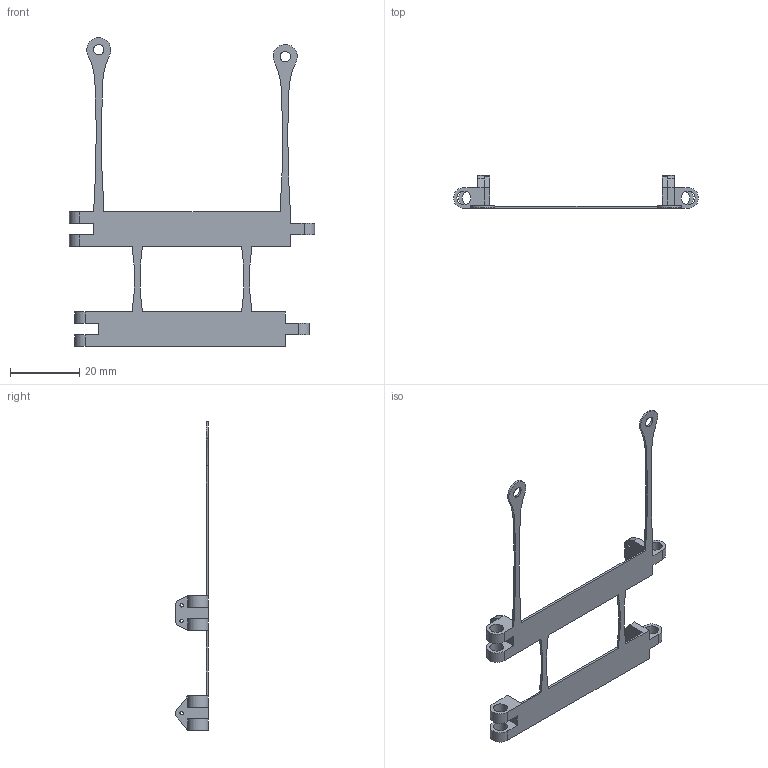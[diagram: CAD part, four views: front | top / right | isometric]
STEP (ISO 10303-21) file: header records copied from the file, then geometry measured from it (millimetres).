
FILE_DESCRIPTION(/* description */ (''),/* implementation_level */ '2;1');
FILE_NAME(/* name */ 'FM1v2.stp',/* time_stamp */ '2024-08-09T13:55:01+01:00',/* author */ ('thiba'),/* organization */ (''),/* preprocessor_version */ 'ST-DEVELOPER v20',/* originating_system */ 'Autodesk Inventor 2025',/* authorisation */ '');
FILE_SCHEMA (('AUTOMOTIVE_DESIGN { 1 0 10303 214 3 1 1 }'));
Length unit declared in the file: millimetre
Products named in the file (1): FM2-test2
Bounding box: 71 x 9.5 x 89.5 mm (x, y, z)
Volume: 1984.5 mm3; surface area: 4736.4 mm2
Topology: 1 solids, 1 shells, 84 faces, 241 edges, 159 vertices
Faces by surface type: plane 44, cylinder 40
Full cylindrical faces by diameter (mm): 1 x6, 3 x2, 4 x6
Entity records: 2868 total; most frequent: DIRECTION 491, CARTESIAN_POINT 485, ORIENTED_EDGE 482, EDGE_CURVE 241, AXIS2_PLACEMENT_3D 165, LINE 161, VECTOR 161, VERTEX_POINT 159
